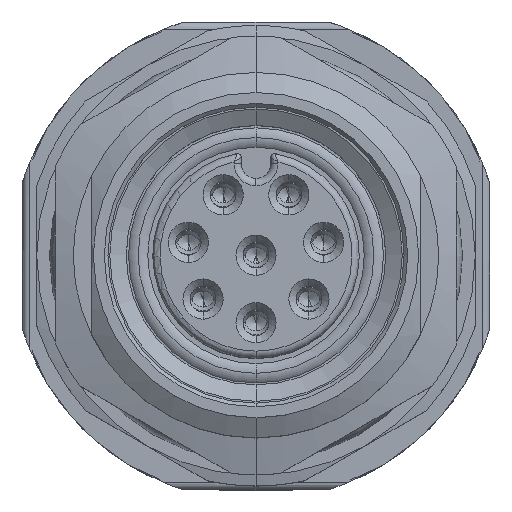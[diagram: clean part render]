
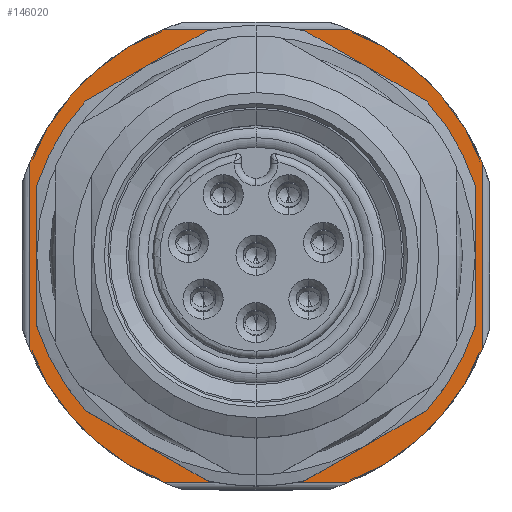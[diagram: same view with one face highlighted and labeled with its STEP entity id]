
A CAD part, top view. The second image highlights one B-rep face of the part: STEP entity #146020.
In plain terms, the highlighted face is planar.
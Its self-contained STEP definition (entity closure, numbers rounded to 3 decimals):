
#142260=CARTESIAN_POINT('',(3.,-6.2,2.54));
#142270=VERTEX_POINT('',#142260);
#142300=CARTESIAN_POINT('',(3.,-6.2,-1.982));
#142310=DIRECTION('',(0.,0.,-1.));
#142320=VECTOR('',#142310,1.);
#142330=LINE('',#142300,#142320);
#142340=CARTESIAN_POINT('',(3.,-6.2,-2.54));
#142350=VERTEX_POINT('',#142340);
#142360=EDGE_CURVE('',#142270,#142350,#142330,.T.);
#142920=CARTESIAN_POINT('',(3.,-2.54,6.2));
#142930=VERTEX_POINT('',#142920);
#142960=CARTESIAN_POINT('',(3.,0.,0.
));
#142970=DIRECTION('',(-1.,0.,0.));
#142980=DIRECTION('',(0.,1.,0.));
#142990=AXIS2_PLACEMENT_3D('',#142960,#142970,#142980);
#143000=CIRCLE('',#142990,6.7);
#143010=EDGE_CURVE('',#142270,#142930,#143000,.T.);
#143290=CARTESIAN_POINT('',(3.,2.54,6.2));
#143300=VERTEX_POINT('',#143290);
#143330=CARTESIAN_POINT('',(3.,0.,6.2));
#143340=DIRECTION('',(0.,1.,0.));
#143350=VECTOR('',#143340,1.);
#143360=LINE('',#143330,#143350);
#143370=EDGE_CURVE('',#142930,#143300,#143360,.T.);
#143720=CARTESIAN_POINT('',(3.,6.2,2.54));
#143730=VERTEX_POINT('',#143720);
#143760=CARTESIAN_POINT('',(3.,0.,0.
));
#143770=DIRECTION('',(-1.,0.,0.));
#143780=DIRECTION('',(0.,1.,0.));
#143790=AXIS2_PLACEMENT_3D('',#143760,#143770,#143780);
#143800=CIRCLE('',#143790,6.7);
#143810=EDGE_CURVE('',#143300,#143730,#143800,.T.);
#144090=CARTESIAN_POINT('',(3.,6.2,-2.54));
#144100=VERTEX_POINT('',#144090);
#144130=CARTESIAN_POINT('',(3.,6.2,1.982));
#144140=DIRECTION('',(0.,0.,1.));
#144150=VECTOR('',#144140,1.);
#144160=LINE('',#144130,#144150);
#144170=EDGE_CURVE('',#144100,#143730,#144160,.T.);
#144520=CARTESIAN_POINT('',(3.,2.54,-6.2));
#144530=VERTEX_POINT('',#144520);
#144560=CARTESIAN_POINT('',(3.,0.,0.
));
#144570=DIRECTION('',(-1.,0.,0.));
#144580=DIRECTION('',(0.,1.,0.));
#144590=AXIS2_PLACEMENT_3D('',#144560,#144570,#144580);
#144600=CIRCLE('',#144590,6.7);
#144610=EDGE_CURVE('',#144100,#144530,#144600,.T.);
#144890=CARTESIAN_POINT('',(3.,-2.54,-6.2));
#144900=VERTEX_POINT('',#144890);
#144930=CARTESIAN_POINT('',(3.,0.,-6.2));
#144940=DIRECTION('',(0.,-1.,0.));
#144950=VECTOR('',#144940,1.);
#144960=LINE('',#144930,#144950);
#144970=EDGE_CURVE('',#144530,#144900,#144960,.T.);
#145110=CARTESIAN_POINT('',(3.,0.,0.
));
#145120=DIRECTION('',(-1.,0.,0.));
#145130=DIRECTION('',(0.,1.,0.));
#145140=AXIS2_PLACEMENT_3D('',#145110,#145120,#145130);
#145150=CIRCLE('',#145140,6.7);
#145160=EDGE_CURVE('',#144900,#142350,#145150,.T.);
#145230=CARTESIAN_POINT('',(3.,0.,0.
));
#145240=DIRECTION('',(1.,0.,0.));
#145250=DIRECTION('',(0.,-1.,0.));
#145260=AXIS2_PLACEMENT_3D('',#145230,#145240,#145250);
#145270=PLANE('',#145260);
#145280=CARTESIAN_POINT('',(3.,0.,0.));
#145290=DIRECTION('',(-1.,0.,0.));
#145300=DIRECTION('',(0.,0.,-1.));
#145310=AXIS2_PLACEMENT_3D('',#145280,#145290,#145300);
#145320=CIRCLE('',#145310,6.);
#145330=CARTESIAN_POINT('',(3.,6.,0.));
#145340=VERTEX_POINT('',#145330);
#145350=CARTESIAN_POINT('',(3.,5.196,-3.));
#145360=VERTEX_POINT('',#145350);
#145370=EDGE_CURVE('',#145340,#145360,#145320,.T.);
#145380=ORIENTED_EDGE('',*,*,#145370,.T.);
#145390=CARTESIAN_POINT('',(3.,5.196,3.));
#145400=VERTEX_POINT('',#145390);
#145410=EDGE_CURVE('',#145400,#145340,#145320,.T.);
#145420=ORIENTED_EDGE('',*,*,#145410,.T.);
#145430=CARTESIAN_POINT('',(3.,0.,0.));
#145440=DIRECTION('',(-1.,0.,0.));
#145450=DIRECTION('',(0.,0.,-1.));
#145460=AXIS2_PLACEMENT_3D('',#145430,#145440,#145450);
#145470=CIRCLE('',#145460,6.);
#145480=CARTESIAN_POINT('',(3.,0.,6.));
#145490=VERTEX_POINT('',#145480);
#145500=EDGE_CURVE('',#145490,#145400,#145470,.T.);
#145510=ORIENTED_EDGE('',*,*,#145500,.T.);
#145520=CARTESIAN_POINT('',(3.,0.,0.));
#145530=DIRECTION('',(-1.,0.,0.));
#145540=DIRECTION('',(0.,0.,-1.));
#145550=AXIS2_PLACEMENT_3D('',#145520,#145530,#145540);
#145560=CIRCLE('',#145550,6.);
#145570=CARTESIAN_POINT('',(3.,-5.196,3.));
#145580=VERTEX_POINT('',#145570);
#145590=EDGE_CURVE('',#145580,#145490,#145560,.T.);
#145600=ORIENTED_EDGE('',*,*,#145590,.T.);
#145610=CARTESIAN_POINT('',(3.,0.,0.));
#145620=DIRECTION('',(-1.,0.,0.));
#145630=DIRECTION('',(0.,0.,-1.));
#145640=AXIS2_PLACEMENT_3D('',#145610,#145620,#145630);
#145650=CIRCLE('',#145640,6.);
#145660=CARTESIAN_POINT('',(3.,-6.,0.));
#145670=VERTEX_POINT('',#145660);
#145680=EDGE_CURVE('',#145670,#145580,#145650,.T.);
#145690=ORIENTED_EDGE('',*,*,#145680,.T.);
#145700=CARTESIAN_POINT('',(3.,-5.196,-3.));
#145710=VERTEX_POINT('',#145700);
#145720=EDGE_CURVE('',#145710,#145670,#145650,.T.);
#145730=ORIENTED_EDGE('',*,*,#145720,.T.);
#145740=CARTESIAN_POINT('',(3.,0.,0.));
#145750=DIRECTION('',(-1.,0.,0.));
#145760=DIRECTION('',(0.,0.,-1.));
#145770=AXIS2_PLACEMENT_3D('',#145740,#145750,#145760);
#145780=CIRCLE('',#145770,6.);
#145790=CARTESIAN_POINT('',(3.,0.,-6.));
#145800=VERTEX_POINT('',#145790);
#145810=EDGE_CURVE('',#145800,#145710,#145780,.T.);
#145820=ORIENTED_EDGE('',*,*,#145810,.T.);
#145830=CARTESIAN_POINT('',(3.,0.,0.));
#145840=DIRECTION('',(-1.,0.,0.));
#145850=DIRECTION('',(0.,0.,-1.));
#145860=AXIS2_PLACEMENT_3D('',#145830,#145840,#145850);
#145870=CIRCLE('',#145860,6.);
#145880=EDGE_CURVE('',#145360,#145800,#145870,.T.);
#145890=ORIENTED_EDGE('',*,*,#145880,.T.);
#145900=EDGE_LOOP('',(#145890,#145820,#145730,#145690,#145600,#145510,
#145420,#145380));
#145910=FACE_BOUND('',#145900,.T.);
#145920=ORIENTED_EDGE('',*,*,#142360,.T.);
#145930=ORIENTED_EDGE('',*,*,#143010,.F.);
#145940=ORIENTED_EDGE('',*,*,#143370,.F.);
#145950=ORIENTED_EDGE('',*,*,#143810,.F.);
#145960=ORIENTED_EDGE('',*,*,#144170,.T.);
#145970=ORIENTED_EDGE('',*,*,#144610,.F.);
#145980=ORIENTED_EDGE('',*,*,#144970,.F.);
#145990=ORIENTED_EDGE('',*,*,#145160,.F.);
#146000=EDGE_LOOP('',(#145990,#145980,#145970,#145960,#145950,#145940,
#145930,#145920));
#146010=FACE_OUTER_BOUND('',#146000,.T.);
#146020=ADVANCED_FACE('',(#145910,#146010),#145270,.T.);
